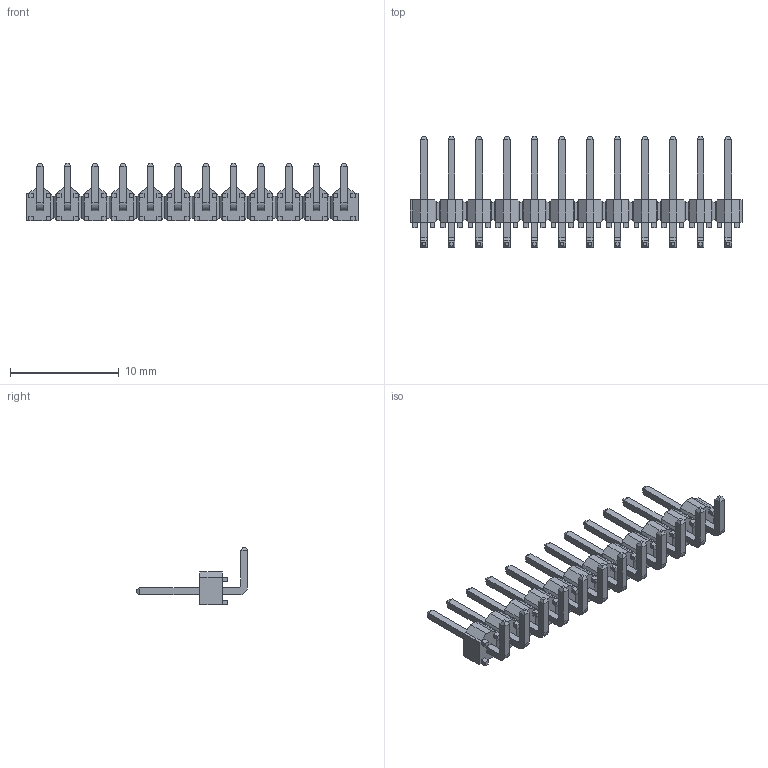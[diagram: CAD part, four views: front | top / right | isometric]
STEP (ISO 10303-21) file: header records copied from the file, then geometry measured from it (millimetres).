
FILE_DESCRIPTION(/* description */ ('STEP AP214'),/* implementation_level */ '2;1');
FILE_NAME(/* name */ 'TSW-112-08-T-S-RA',/* time_stamp */ '2025-01-28T19:46:36+01:00',/* author */ ('License CC BY-ND 4.0'),/* organization */ ('CADENAS'),/* preprocessor_version */ 'ST-DEVELOPER v19.3',/* originating_system */ 'PARTsolutions',/* authorisation */ ' ');
FILE_SCHEMA (('AUTOMOTIVE_DESIGN {1 0 10303 214 3 1 1}'));
Length unit declared in the file: inch
Products named in the file (3): TSW-112-08-T-S-RA; TSW-112-08-T-S-RA_body; T-1S6-08-TSW-1-08-12-RA-S
Assembly tree (2 placements, depth 2):
  TSW-112-08-T-S-RA
    TSW-112-08-T-S-RA_body
    T-1S6-08-TSW-1-08-12-RA-S
Bounding box: 30.48 x 10.22 x 5.31 mm (x, y, z)
Volume: 228.6 mm3; surface area: 886.4 mm2
Topology: 2 solids, 2 shells, 718 faces, 1798 edges, 1108 vertices
Faces by surface type: plane 694, cylinder 24
Entity records: 20780 total; most frequent: CARTESIAN_POINT 3627, ORIENTED_EDGE 3596, DIRECTION 3288, EDGE_CURVE 1798, LINE 1750, VECTOR 1750, VERTEX_POINT 1108, AXIS2_PLACEMENT_3D 769
